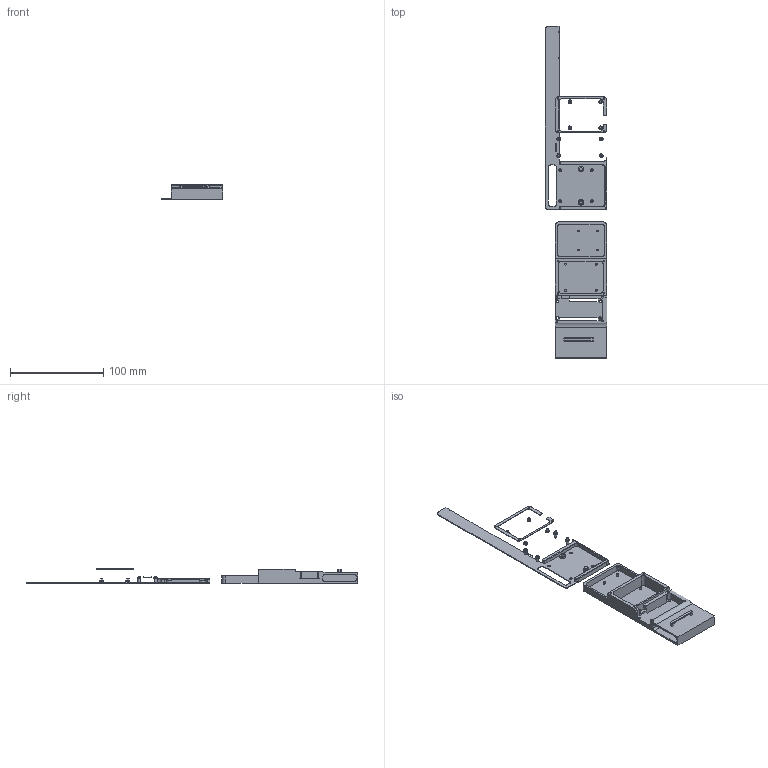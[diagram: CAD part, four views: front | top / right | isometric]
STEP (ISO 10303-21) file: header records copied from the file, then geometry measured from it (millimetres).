
FILE_DESCRIPTION(/* description */ (''),/* implementation_level */ '2;1');
FILE_NAME(/* name */ 'MainHolderPrint v1.step',/* time_stamp */ '2023-05-22T10:23:10-04:00',/* author */ (''),/* organization */ (''),/* preprocessor_version */ 'ST-DEVELOPER v19.2',/* originating_system */ 'Autodesk Translation Framework v12.4.0.73',/* authorisation */ '');
FILE_SCHEMA (('AUTOMOTIVE_DESIGN { 1 0 10303 214 3 1 1 }'));
Length unit declared in the file: millimetre
Products named in the file (1): MainHolderPrint
Bounding box: 65.75 x 356 x 15.7 mm (x, y, z)
Volume: 44430.3 mm3; surface area: 45042.9 mm2
Topology: 11 solids, 11 shells, 301 faces, 698 edges, 452 vertices
Faces by surface type: plane 152, cylinder 119, bspline 10, torus 8, sphere 6, cone 6
Full cylindrical faces by diameter (mm): 1.6 x16, 1.9 x2, 1.94 x2, 2 x8, 2.5 x8, 2.54 x4, 3.175 x2, 4 x8, 6 x2
Entity records: 9001 total; most frequent: CARTESIAN_POINT 1917, DIRECTION 1492, ORIENTED_EDGE 1396, EDGE_CURVE 698, AXIS2_PLACEMENT_3D 543, VERTEX_POINT 452, LINE 406, VECTOR 406
